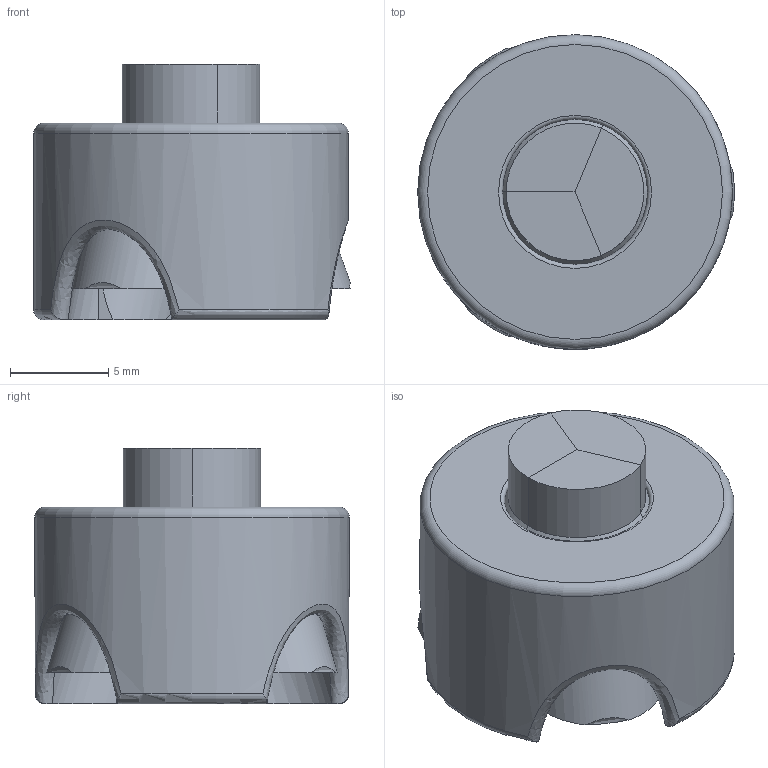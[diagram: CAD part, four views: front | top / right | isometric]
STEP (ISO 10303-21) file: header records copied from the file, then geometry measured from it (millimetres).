
FILE_DESCRIPTION(/* description */ (''),/* implementation_level */ '2;1');
FILE_NAME(/* name */ 'ledpipe_3p.step',/* time_stamp */ '2026-02-28T21:11:26+01:00',/* author */ (''),/* organization */ (''),/* preprocessor_version */ 'ST-DEVELOPER v20.1',/* originating_system */ 'Autodesk Translation Framework v14.24.0.0',/* authorisation */ '');
FILE_SCHEMA (('AUTOMOTIVE_DESIGN { 1 0 10303 214 3 1 1 }'));
Length unit declared in the file: millimetre
Products named in the file (1): ledpipe_3p
Bounding box: 16.1 x 16 x 13 mm (x, y, z)
Volume: 1897.9 mm3; surface area: 1962.8 mm2
Topology: 4 solids, 4 shells, 65 faces, 173 edges, 114 vertices
Faces by surface type: plane 37, cylinder 16, torus 5, cone 4, bspline 3
Full cylindrical faces by diameter (mm): 1 x3, 7 x6, 16 x1
Entity records: 2734 total; most frequent: CARTESIAN_POINT 1031, DIRECTION 348, ORIENTED_EDGE 346, EDGE_CURVE 173, AXIS2_PLACEMENT_3D 141, VERTEX_POINT 114, EDGE_LOOP 69, LINE 66
